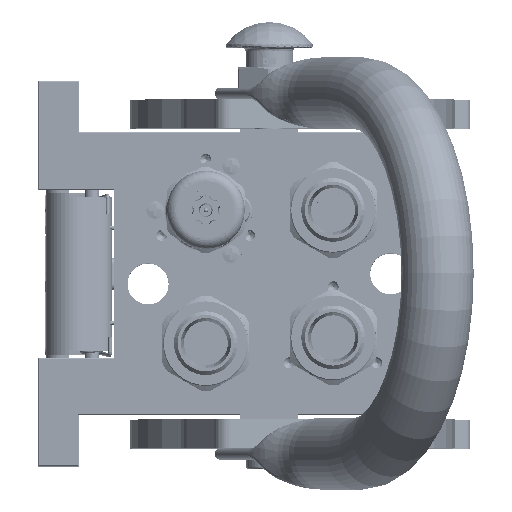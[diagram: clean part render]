
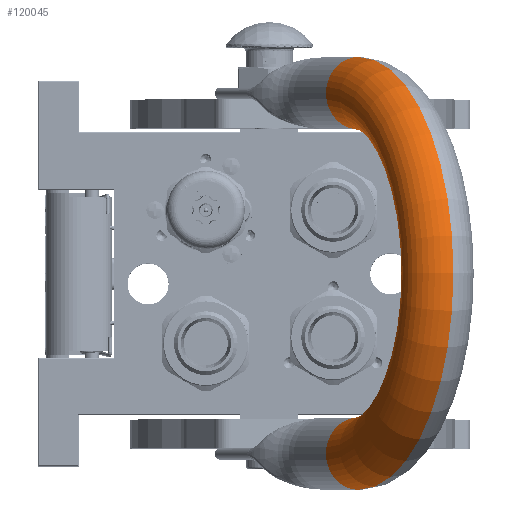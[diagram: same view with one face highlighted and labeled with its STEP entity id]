
A CAD part, top view. The second image highlights one B-rep face of the part: STEP entity #120045.
In plain terms, the highlighted toroidal (fillet/blend) face has major radius 62.25 mm and minor radius 12.5 mm.
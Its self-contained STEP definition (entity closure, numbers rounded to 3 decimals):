
#1948 = TOROIDAL_SURFACE ( 'NONE', #92482, 62.25, 12.5 ) ;
#2038 = DIRECTION ( 'NONE',  ( 0., 1., 0. ) ) ;
#7921 = DIRECTION ( 'NONE',  ( 0., 0., -1. ) ) ;
#10247 = VERTEX_POINT ( 'NONE', #57157 ) ;
#16463 = FACE_OUTER_BOUND ( 'NONE', #144310, .T. ) ;
#23968 = VERTEX_POINT ( 'NONE', #93344 ) ;
#25367 = DIRECTION ( 'NONE',  ( -1., 0., 0. ) ) ;
#36773 = AXIS2_PLACEMENT_3D ( 'NONE', #127984, #83160, #115938 ) ;
#39053 = CIRCLE ( 'NONE', #80356, 12.5 ) ;
#41111 = ORIENTED_EDGE ( 'NONE', *, *, #103847, .T. ) ;
#42145 = AXIS2_PLACEMENT_3D ( 'NONE', #107219, #108216, #141882 ) ;
#46491 = CIRCLE ( 'NONE', #36773, 12.5 ) ;
#49463 = DIRECTION ( 'NONE',  ( 1., 0., 0. ) ) ;
#50499 = ORIENTED_EDGE ( 'NONE', *, *, #100464, .F. ) ;
#55248 = VERTEX_POINT ( 'NONE', #143588 ) ;
#55813 = CIRCLE ( 'NONE', #42145, 49.75 ) ;
#57157 = CARTESIAN_POINT ( 'NONE',  ( 49.75, 0., 25.25 ) ) ;
#60598 = DIRECTION ( 'NONE',  ( 0., 1., 0. ) ) ;
#65442 = DIRECTION ( 'NONE',  ( 1., 0., 0. ) ) ;
#80283 = AXIS2_PLACEMENT_3D ( 'NONE', #94407, #60598, #25367 ) ;
#80356 = AXIS2_PLACEMENT_3D ( 'NONE', #112791, #7921, #65442 ) ;
#83160 = DIRECTION ( 'NONE',  ( 0., 0., 1. ) ) ;
#92012 = CARTESIAN_POINT ( 'NONE',  ( -74.75, 0., 25.25 ) ) ;
#92482 = AXIS2_PLACEMENT_3D ( 'NONE', #140104, #2038, #49463 ) ;
#93344 = CARTESIAN_POINT ( 'NONE',  ( -49.75, 0., 25.25 ) ) ;
#94407 = CARTESIAN_POINT ( 'NONE',  ( 0., 0., 25.25 ) ) ;
#100464 = EDGE_CURVE ( 'NONE', #119252, #55248, #125998, .T. ) ;
#101975 = ORIENTED_EDGE ( 'NONE', *, *, #148224, .T. ) ;
#103847 = EDGE_CURVE ( 'NONE', #23968, #10247, #55813, .T. ) ;
#107219 = CARTESIAN_POINT ( 'NONE',  ( 0., 0., 25.25 ) ) ;
#108216 = DIRECTION ( 'NONE',  ( 0., 1., 0. ) ) ;
#112791 = CARTESIAN_POINT ( 'NONE',  ( 62.25, 0., 25.25 ) ) ;
#115938 = DIRECTION ( 'NONE',  ( -1., 0., 0. ) ) ;
#117235 = ORIENTED_EDGE ( 'NONE', *, *, #122951, .F. ) ;
#119252 = VERTEX_POINT ( 'NONE', #92012 ) ;
#120045 = ADVANCED_FACE ( 'NONE', ( #16463 ), #1948, .T. ) ;
#122951 = EDGE_CURVE ( 'NONE', #55248, #10247, #39053, .T. ) ;
#125998 = CIRCLE ( 'NONE', #80283, 74.75 ) ;
#127984 = CARTESIAN_POINT ( 'NONE',  ( -62.25, 0., 25.25 ) ) ;
#140104 = CARTESIAN_POINT ( 'NONE',  ( 0., 0., 25.25 ) ) ;
#141882 = DIRECTION ( 'NONE',  ( -1., 0., 0. ) ) ;
#143588 = CARTESIAN_POINT ( 'NONE',  ( 74.75, 0., 25.25 ) ) ;
#144310 = EDGE_LOOP ( 'NONE', ( #41111, #117235, #50499, #101975 ) ) ;
#148224 = EDGE_CURVE ( 'NONE', #119252, #23968, #46491, .T. ) ;
